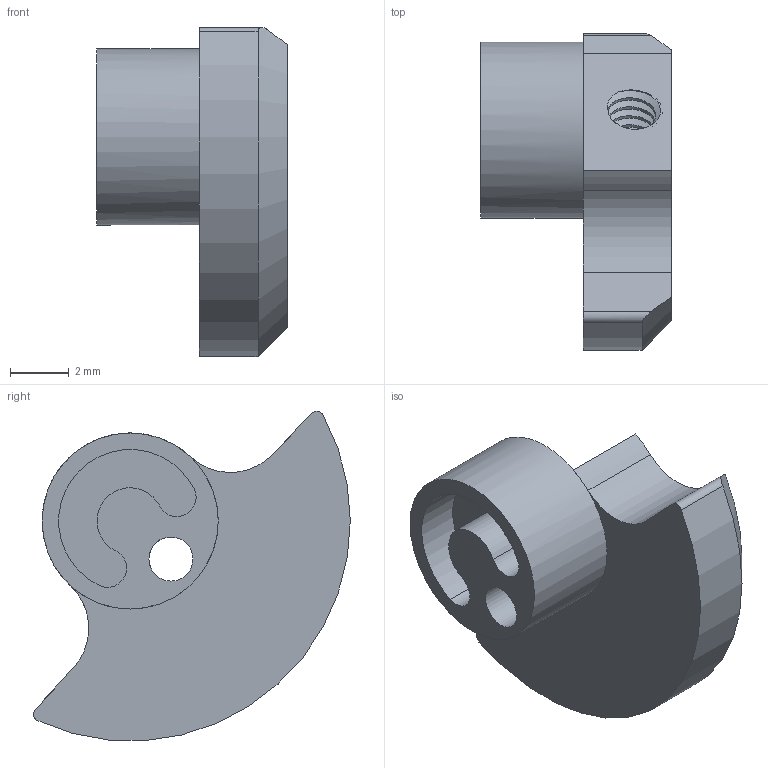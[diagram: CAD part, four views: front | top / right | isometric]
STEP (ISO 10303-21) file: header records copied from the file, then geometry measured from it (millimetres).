
FILE_DESCRIPTION(/* description */ ('','CAx-IF Rec.Pracs.---Representation and Presentation of Product Manufacturing Information (PMI)---4.0---2014-10-13'),/* implementation_level */ '2;1');
FILE_NAME(/* name */ 'Excenter 3.8pen v17.step',/* time_stamp */ '2024-11-24T14:43:15+01:00',/* author */ (''),/* organization */ (''),/* preprocessor_version */ 'ST-DEVELOPER v20',/* originating_system */ 'Autodesk Translation Framework v13.20.0.188',/* authorisation */ '');
FILE_SCHEMA (('AP242_MANAGED_MODEL_BASED_3D_ENGINEERING_MIM_LF { 1 0 10303 442 1 1 4 }'));
Length unit declared in the file: millimetre
Products named in the file (2): Excenter 3.8pen; EX 3.8
Assembly tree (1 placements, depth 2):
  Excenter 3.8pen
    EX 3.8
Bounding box: 6.5 x 10.79 x 11.22 mm (x, y, z)
Volume: 289 mm3; surface area: 411.3 mm2
Topology: 1 solids, 1 shells, 119 faces, 331 edges, 220 vertices
Faces by surface type: bspline 66, cylinder 30, plane 22, cone 1
Full cylindrical faces by diameter (mm): 1.5 x1, 1.623 x2, 2.074 x3, 6 x1
Entity records: 5466 total; most frequent: CARTESIAN_POINT 2863, ORIENTED_EDGE 662, EDGE_CURVE 331, DIRECTION 294, VERTEX_POINT 220, B_SPLINE_CURVE_WITH_KNOTS 180, EDGE_LOOP 129, FACE_OUTER_BOUND 119
